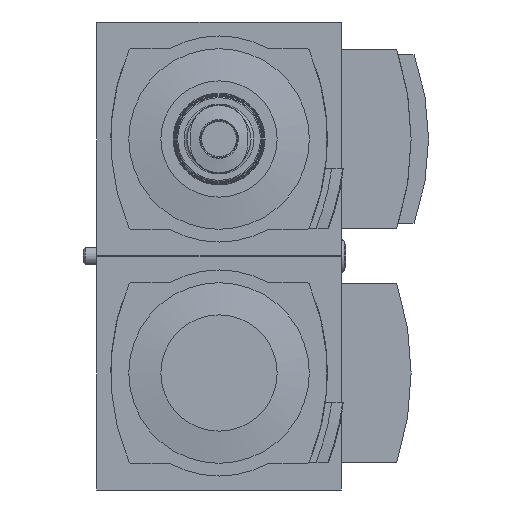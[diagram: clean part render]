
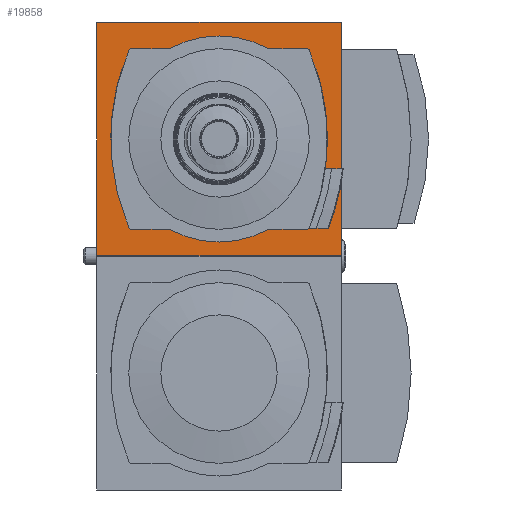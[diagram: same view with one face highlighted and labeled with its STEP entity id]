
A CAD part, front view. The second image highlights one B-rep face of the part: STEP entity #19858.
In plain terms, the highlighted planar face has unit normal (0, -1, 0).
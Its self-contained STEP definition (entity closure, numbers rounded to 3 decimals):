
#241=PLANE('',#20765);
#749=LINE('',#26127,#2243);
#855=LINE('',#26349,#2349);
#870=LINE('',#26387,#2364);
#918=LINE('',#26550,#2412);
#1035=LINE('',#26898,#2529);
#1036=LINE('',#26902,#2530);
#1037=LINE('',#26910,#2531);
#1038=LINE('',#26914,#2532);
#1039=LINE('',#26920,#2533);
#1040=LINE('',#26924,#2534);
#2243=VECTOR('',#21974,1000.);
#2349=VECTOR('',#22146,1000.);
#2364=VECTOR('',#22175,1000.);
#2412=VECTOR('',#22287,1000.);
#2529=VECTOR('',#22550,1000.);
#2530=VECTOR('',#22553,1000.);
#2531=VECTOR('',#22560,1000.);
#2532=VECTOR('',#22563,1000.);
#2533=VECTOR('',#22568,1000.);
#2534=VECTOR('',#22571,1000.);
#4404=ORIENTED_EDGE('',*,*,#8262,.F.);
#4405=ORIENTED_EDGE('',*,*,#8354,.F.);
#4406=ORIENTED_EDGE('',*,*,#8282,.F.);
#4407=ORIENTED_EDGE('',*,*,#8148,.F.);
#4408=ORIENTED_EDGE('',*,*,#8520,.T.);
#4409=ORIENTED_EDGE('',*,*,#8521,.T.);
#4410=ORIENTED_EDGE('',*,*,#8522,.T.);
#4411=ORIENTED_EDGE('',*,*,#8523,.T.);
#4412=ORIENTED_EDGE('',*,*,#8524,.T.);
#4413=ORIENTED_EDGE('',*,*,#8525,.T.);
#4414=ORIENTED_EDGE('',*,*,#8526,.T.);
#4415=ORIENTED_EDGE('',*,*,#8527,.T.);
#4416=ORIENTED_EDGE('',*,*,#8528,.T.);
#4417=ORIENTED_EDGE('',*,*,#8529,.T.);
#4418=ORIENTED_EDGE('',*,*,#8530,.T.);
#4419=ORIENTED_EDGE('',*,*,#8531,.T.);
#4420=ORIENTED_EDGE('',*,*,#8532,.T.);
#4421=ORIENTED_EDGE('',*,*,#8533,.F.);
#4422=ORIENTED_EDGE('',*,*,#8534,.T.);
#8148=EDGE_CURVE('',#10270,#10271,#749,.T.);
#8262=EDGE_CURVE('',#10353,#10270,#855,.T.);
#8282=EDGE_CURVE('',#10271,#10370,#870,.T.);
#8354=EDGE_CURVE('',#10370,#10353,#918,.T.);
#8520=EDGE_CURVE('',#10572,#10573,#11728,.T.);
#8521=EDGE_CURVE('',#10573,#10574,#1035,.T.);
#8522=EDGE_CURVE('',#10574,#10575,#11729,.T.);
#8523=EDGE_CURVE('',#10575,#10576,#1036,.T.);
#8524=EDGE_CURVE('',#10576,#10577,#11730,.T.);
#8525=EDGE_CURVE('',#10577,#10578,#11731,.T.);
#8526=EDGE_CURVE('',#10578,#10579,#11732,.T.);
#8527=EDGE_CURVE('',#10579,#10580,#1037,.T.);
#8528=EDGE_CURVE('',#10580,#10581,#11733,.T.);
#8529=EDGE_CURVE('',#10581,#10582,#1038,.T.);
#8530=EDGE_CURVE('',#10582,#10583,#11734,.T.);
#8531=EDGE_CURVE('',#10583,#10584,#11735,.T.);
#8532=EDGE_CURVE('',#10584,#10585,#1039,.T.);
#8533=EDGE_CURVE('',#10586,#10585,#11736,.T.);
#8534=EDGE_CURVE('',#10586,#10572,#1040,.T.);
#10270=VERTEX_POINT('',#26126);
#10271=VERTEX_POINT('',#26128);
#10353=VERTEX_POINT('',#26348);
#10370=VERTEX_POINT('',#26388);
#10572=VERTEX_POINT('',#26896);
#10573=VERTEX_POINT('',#26897);
#10574=VERTEX_POINT('',#26899);
#10575=VERTEX_POINT('',#26901);
#10576=VERTEX_POINT('',#26903);
#10577=VERTEX_POINT('',#26905);
#10578=VERTEX_POINT('',#26907);
#10579=VERTEX_POINT('',#26909);
#10580=VERTEX_POINT('',#26911);
#10581=VERTEX_POINT('',#26913);
#10582=VERTEX_POINT('',#26915);
#10583=VERTEX_POINT('',#26917);
#10584=VERTEX_POINT('',#26919);
#10585=VERTEX_POINT('',#26921);
#10586=VERTEX_POINT('',#26923);
#11728=CIRCLE('',#20766,0.3);
#11729=CIRCLE('',#20767,17.7);
#11730=CIRCLE('',#20768,0.3);
#11731=CIRCLE('',#20769,38.9);
#11732=CIRCLE('',#20770,0.3);
#11733=CIRCLE('',#20771,17.7);
#11734=CIRCLE('',#20772,0.3);
#11735=CIRCLE('',#20773,38.9);
#11736=CIRCLE('',#20774,39.95);
#12172=EDGE_LOOP('',(#4404,#4405,#4406,#4407));
#12173=EDGE_LOOP('',(#4408,#4409,#4410,#4411,#4412,#4413,#4414,#4415,#4416,
#4417,#4418,#4419,#4420,#4421,#4422));
#13102=FACE_BOUND('',#12172,.T.);
#13103=FACE_BOUND('',#12173,.T.);
#19858=ADVANCED_FACE('',(#13102,#13103),#241,.F.);
#20765=AXIS2_PLACEMENT_3D('',#26894,#22546,#22547);
#20766=AXIS2_PLACEMENT_3D('',#26895,#22548,#22549);
#20767=AXIS2_PLACEMENT_3D('',#26900,#22551,#22552);
#20768=AXIS2_PLACEMENT_3D('',#26904,#22554,#22555);
#20769=AXIS2_PLACEMENT_3D('',#26906,#22556,#22557);
#20770=AXIS2_PLACEMENT_3D('',#26908,#22558,#22559);
#20771=AXIS2_PLACEMENT_3D('',#26912,#22561,#22562);
#20772=AXIS2_PLACEMENT_3D('',#26916,#22564,#22565);
#20773=AXIS2_PLACEMENT_3D('',#26918,#22566,#22567);
#20774=AXIS2_PLACEMENT_3D('',#26922,#22569,#22570);
#21974=DIRECTION('',(0.,0.,1.));
#22146=DIRECTION('',(-1.,0.,0.));
#22175=DIRECTION('',(1.,0.,0.));
#22287=DIRECTION('',(0.,0.,-1.));
#22546=DIRECTION('',(0.,1.,0.));
#22547=DIRECTION('',(0.,0.,1.));
#22548=DIRECTION('',(0.,1.,0.));
#22549=DIRECTION('',(1.,0.,0.));
#22550=DIRECTION('',(-1.,0.,0.));
#22551=DIRECTION('',(0.,1.,0.));
#22552=DIRECTION('',(1.,0.,0.));
#22553=DIRECTION('',(-1.,0.,0.));
#22554=DIRECTION('',(0.,1.,0.));
#22555=DIRECTION('',(1.,0.,0.));
#22556=DIRECTION('',(0.,1.,0.));
#22557=DIRECTION('',(1.,0.,0.));
#22558=DIRECTION('',(0.,1.,0.));
#22559=DIRECTION('',(1.,0.,0.));
#22560=DIRECTION('',(1.,0.,0.));
#22561=DIRECTION('',(0.,1.,0.));
#22562=DIRECTION('',(1.,0.,0.));
#22563=DIRECTION('',(1.,0.,0.));
#22564=DIRECTION('',(0.,1.,0.));
#22565=DIRECTION('',(1.,0.,0.));
#22566=DIRECTION('',(0.,1.,0.));
#22567=DIRECTION('',(1.,0.,0.));
#22568=DIRECTION('',(1.,0.,0.));
#22569=DIRECTION('',(0.,-1.,0.));
#22570=DIRECTION('',(0.,0.,-1.));
#22571=DIRECTION('',(-1.,0.,0.));
#26126=CARTESIAN_POINT('',(-21.,-31.5,-20.1));
#26127=CARTESIAN_POINT('',(-21.,-31.5,-20.1));
#26128=CARTESIAN_POINT('',(-21.,-31.5,20.1));
#26348=CARTESIAN_POINT('',(21.,-31.5,-20.1));
#26349=CARTESIAN_POINT('',(21.,-31.5,-20.1));
#26387=CARTESIAN_POINT('',(-21.,-31.5,20.1));
#26388=CARTESIAN_POINT('',(21.,-31.5,20.1));
#26550=CARTESIAN_POINT('',(21.,-31.5,20.1));
#26894=CARTESIAN_POINT('',(0.,-31.5,0.));
#26895=CARTESIAN_POINT('',(15.181,-31.5,-15.2));
#26896=CARTESIAN_POINT('',(15.442,-31.5,-15.349));
#26897=CARTESIAN_POINT('',(15.181,-31.5,-15.5));
#26898=CARTESIAN_POINT('',(14.091,-31.5,-15.5));
#26899=CARTESIAN_POINT('',(8.546,-31.5,-15.5));
#26900=CARTESIAN_POINT('',(0.,-31.5,0.));
#26901=CARTESIAN_POINT('',(-8.546,-31.5,-15.5));
#26902=CARTESIAN_POINT('',(-8.546,-31.5,-15.5));
#26903=CARTESIAN_POINT('',(-15.181,-31.5,-15.5));
#26904=CARTESIAN_POINT('',(-15.181,-31.5,-15.2));
#26905=CARTESIAN_POINT('',(-15.457,-31.5,-15.318));
#26906=CARTESIAN_POINT('',(20.3,-31.5,0.));
#26907=CARTESIAN_POINT('',(-15.457,-31.5,15.318));
#26908=CARTESIAN_POINT('',(-15.181,-31.5,15.2));
#26909=CARTESIAN_POINT('',(-15.181,-31.5,15.5));
#26910=CARTESIAN_POINT('',(-15.181,-31.5,15.5));
#26911=CARTESIAN_POINT('',(-8.546,-31.5,15.5));
#26912=CARTESIAN_POINT('',(0.,-31.5,0.));
#26913=CARTESIAN_POINT('',(8.546,-31.5,15.5));
#26914=CARTESIAN_POINT('',(8.546,-31.5,15.5));
#26915=CARTESIAN_POINT('',(15.181,-31.5,15.5));
#26916=CARTESIAN_POINT('',(15.181,-31.5,15.2));
#26917=CARTESIAN_POINT('',(15.457,-31.5,15.318));
#26918=CARTESIAN_POINT('',(-20.3,-31.5,0.));
#26919=CARTESIAN_POINT('',(18.259,-31.5,-5.142));
#26920=CARTESIAN_POINT('',(17.25,-31.5,-5.142));
#26921=CARTESIAN_POINT('',(19.337,-31.5,-5.142));
#26922=CARTESIAN_POINT('',(-20.3,-31.5,-0.15));
#26923=CARTESIAN_POINT('',(16.646,-31.5,-15.349));
#26924=CARTESIAN_POINT('',(30.,-31.5,-15.349));
